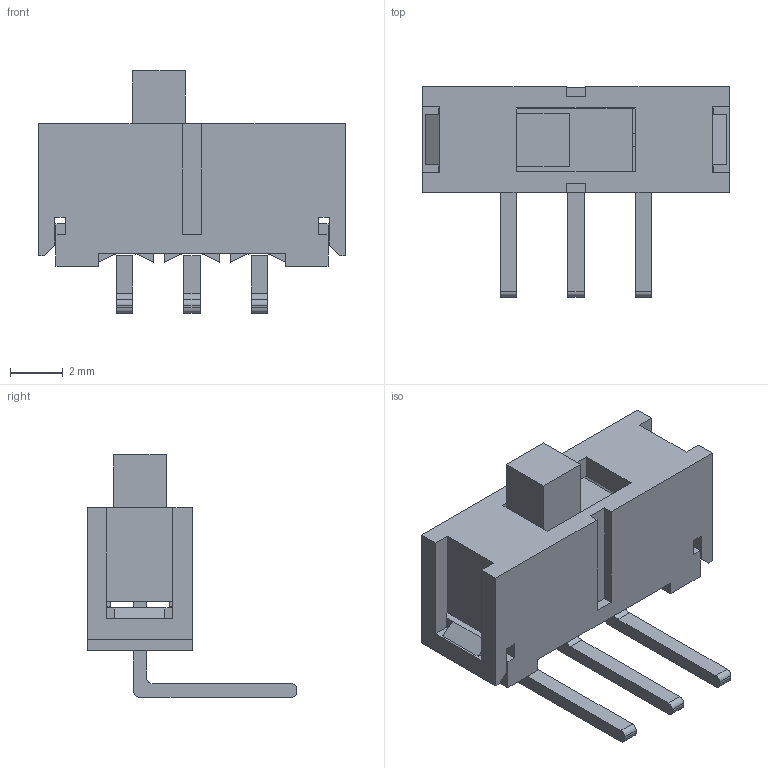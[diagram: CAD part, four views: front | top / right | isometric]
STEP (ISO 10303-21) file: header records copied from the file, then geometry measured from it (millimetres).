
FILE_DESCRIPTION (( 'STEP AP203' ), '1' );
FILE_NAME ('right_angle_slide_switch_EG1218.step', '2019-10-07T21:35:43', ( '' ), ( '' ), 'SwSTEP 2.0', 'SolidWorks 2017', '' );
FILE_SCHEMA (( 'CONFIG_CONTROL_DESIGN' ));
Length unit declared in the file: inch
Products named in the file (1): right_angle_slide_switch_EG1218
Bounding box: 11.6 x 7.95 x 9.18 mm (x, y, z)
Volume: 169.1 mm3; surface area: 618.2 mm2
Topology: 4 solids, 4 shells, 178 faces, 493 edges, 322 vertices
Faces by surface type: plane 166, cylinder 12
Entity records: 5658 total; most frequent: CARTESIAN_POINT 994, ORIENTED_EDGE 986, DIRECTION 875, EDGE_CURVE 493, VECTOR 469, LINE 469, VERTEX_POINT 322, AXIS2_PLACEMENT_3D 203
